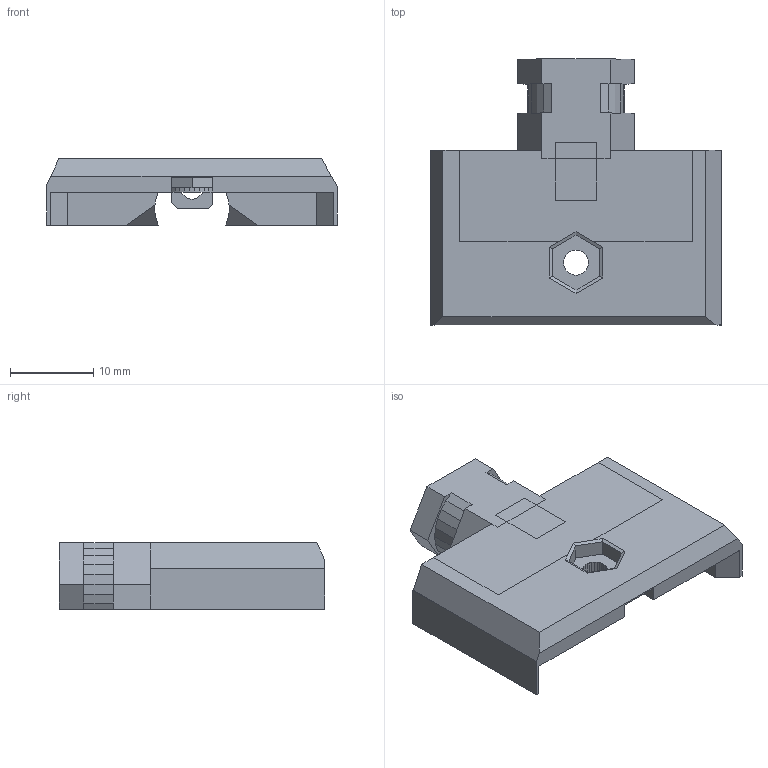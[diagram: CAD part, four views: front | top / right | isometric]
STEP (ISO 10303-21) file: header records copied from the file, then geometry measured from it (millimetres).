
FILE_DESCRIPTION(('FreeCAD Model'),'2;1');
FILE_NAME('heatbed_cable_cover.step','2016-12-31T13:04:04',( 'Author'),(''),'Open CASCADE STEP processor 6.8','FreeCAD','Unknown' );
FILE_SCHEMA(('AUTOMOTIVE_DESIGN_CC2 { 1 2 10303 214 -1 1 5 4 }'));
Length unit declared in the file: millimetre
Products named in the file (2): ASSEMBLY; Group004
Assembly tree (1 placements, depth 2):
  ASSEMBLY
    Group004
Bounding box: 35 x 32 x 8 mm (x, y, z)
Volume: 2740.9 mm3; surface area: 3329 mm2
Topology: 1 solids, 1 shells, 211 faces, 593 edges, 386 vertices
Faces by surface type: plane 193, bspline 18
Entity records: 19764 total; most frequent: CARTESIAN_POINT 8927, DIRECTION 1614, LINE 1224, VECTOR 1224, ORIENTED_EDGE 1186, PCURVE 1186, DEFINITIONAL_REPRESENTATION 1186, EDGE_CURVE 593
